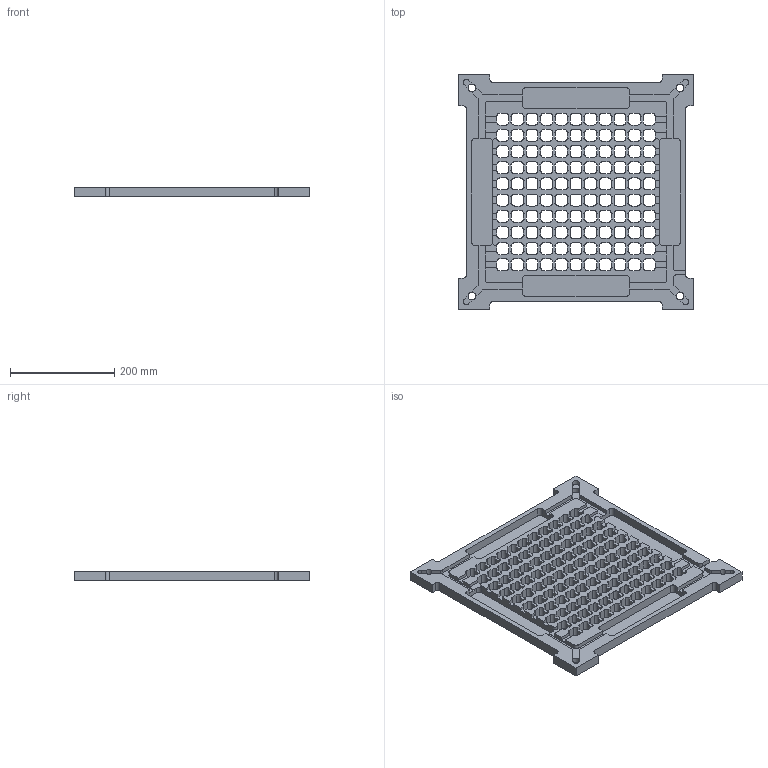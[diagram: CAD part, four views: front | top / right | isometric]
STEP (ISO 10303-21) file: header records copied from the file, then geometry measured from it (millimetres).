
FILE_DESCRIPTION(/* description */ (''),/* implementation_level */ '2;1');
FILE_NAME(/* name */ 'Wordclock 12h Zwischenboden v8.step',/* time_stamp */ '2018-10-29T22:22:17+01:00',/* author */ ('spam-mich-voll'),/* organization */ (''),/* preprocessor_version */ 'ST-DEVELOPER v17.2',/* originating_system */ 'Autodesk Translation Framework v7.6.0.251',/* authorisation */ '');
FILE_SCHEMA (('AUTOMOTIVE_DESIGN { 1 0 10303 214 3 1 1 }'));
Length unit declared in the file: millimetre
Products named in the file (1): Wordclock 12h Zwischenboden
Bounding box: 450 x 450 x 19 mm (x, y, z)
Volume: 1750964 mm3; surface area: 500106.9 mm2
Topology: 1 solids, 1 shells, 1386 faces, 4489 edges, 2991 vertices
Faces by surface type: plane 896, cylinder 490
Full cylindrical faces by diameter (mm): 15 x4
Entity records: 50205 total; most frequent: ORIENTED_EDGE 8978, CARTESIAN_POINT 8867, DIRECTION 8699, EDGE_CURVE 4489, LINE 3053, VECTOR 3053, VERTEX_POINT 2991, AXIS2_PLACEMENT_3D 2823
